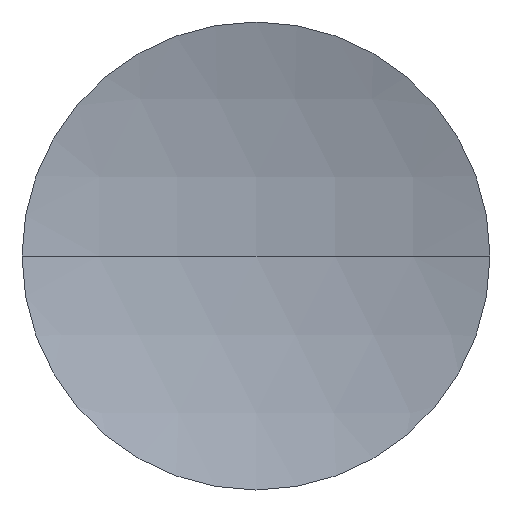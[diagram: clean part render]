
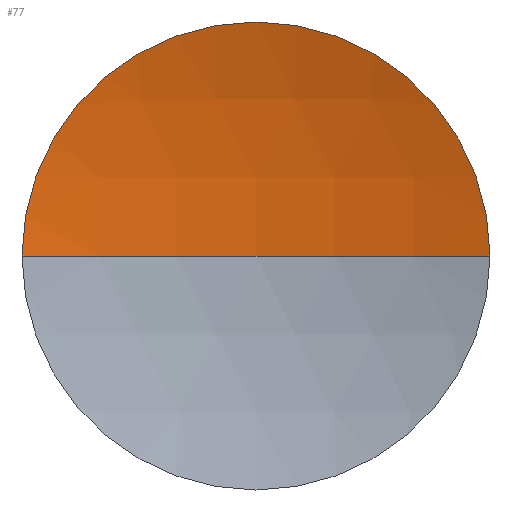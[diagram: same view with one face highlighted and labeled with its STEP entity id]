
A CAD part, left-side view. The second image highlights one B-rep face of the part: STEP entity #77.
In plain terms, the highlighted spherical face has radius 43.8 mm.
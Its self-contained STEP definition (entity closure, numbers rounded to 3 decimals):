
#6 = VERTEX_POINT ( 'NONE', #122 ) ;
#8 = DIRECTION ( 'NONE',  ( 0., 1., 0. ) ) ;
#9 = CARTESIAN_POINT ( 'NONE',  ( 50.79, 52.178, 0. ) ) ;
#22 = VERTEX_POINT ( 'NONE', #105 ) ;
#27 = CIRCLE ( 'NONE', #36, 12.7 ) ;
#29 = EDGE_CURVE ( 'NONE', #6, #82, #27, .T. ) ;
#35 = DIRECTION ( 'NONE',  ( 0., 0., -1. ) ) ;
#36 = AXIS2_PLACEMENT_3D ( 'NONE', #182, #69, #201 ) ;
#59 = EDGE_CURVE ( 'NONE', #22, #161, #173, .T. ) ;
#65 = CIRCLE ( 'NONE', #80, 12.7 ) ;
#67 = AXIS2_PLACEMENT_3D ( 'NONE', #9, #35, #109 ) ;
#69 = DIRECTION ( 'NONE',  ( -1., 0., 0. ) ) ;
#74 = ORIENTED_EDGE ( 'NONE', *, *, #29, .T. ) ;
#75 = CARTESIAN_POINT ( 'NONE',  ( 92.709, 52.178, 0. ) ) ;
#77 = ADVANCED_FACE ( 'NONE', ( #220 ), #228, .F. ) ;
#79 = CARTESIAN_POINT ( 'NONE',  ( 50.79, 52.178, 0. ) ) ;
#80 = AXIS2_PLACEMENT_3D ( 'NONE', #75, #94, #222 ) ;
#81 = CIRCLE ( 'NONE', #116, 43.8 ) ;
#82 = VERTEX_POINT ( 'NONE', #97 ) ;
#94 = DIRECTION ( 'NONE',  ( -1., 0., 0. ) ) ;
#97 = CARTESIAN_POINT ( 'NONE',  ( 92.709, 52.178, 12.7 ) ) ;
#105 = CARTESIAN_POINT ( 'NONE',  ( 94.59, 52.178, 0. ) ) ;
#109 = DIRECTION ( 'NONE',  ( 0., 1., 0. ) ) ;
#116 = AXIS2_PLACEMENT_3D ( 'NONE', #79, #118, #8 ) ;
#118 = DIRECTION ( 'NONE',  ( 0., 0., -1. ) ) ;
#121 = EDGE_CURVE ( 'NONE', #82, #161, #65, .T. ) ;
#122 = CARTESIAN_POINT ( 'NONE',  ( 92.709, 39.478, 0. ) ) ;
#125 = DIRECTION ( 'NONE',  ( 0., 0., 1. ) ) ;
#140 = ORIENTED_EDGE ( 'NONE', *, *, #59, .F. ) ;
#144 = CARTESIAN_POINT ( 'NONE',  ( 50.79, 52.178, 0. ) ) ;
#156 = ORIENTED_EDGE ( 'NONE', *, *, #121, .T. ) ;
#161 = VERTEX_POINT ( 'NONE', #219 ) ;
#163 = DIRECTION ( 'NONE',  ( 1., 0., 0. ) ) ;
#173 = CIRCLE ( 'NONE', #174, 43.8 ) ;
#174 = AXIS2_PLACEMENT_3D ( 'NONE', #144, #125, #163 ) ;
#178 = ORIENTED_EDGE ( 'NONE', *, *, #232, .T. ) ;
#182 = CARTESIAN_POINT ( 'NONE',  ( 92.709, 52.178, 0. ) ) ;
#201 = DIRECTION ( 'NONE',  ( 0., 0., 1. ) ) ;
#219 = CARTESIAN_POINT ( 'NONE',  ( 92.709, 64.878, 0. ) ) ;
#220 = FACE_OUTER_BOUND ( 'NONE', #229, .T. ) ;
#222 = DIRECTION ( 'NONE',  ( 0., 0., 1. ) ) ;
#228 = SPHERICAL_SURFACE ( 'NONE', #67, 43.8 ) ;
#229 = EDGE_LOOP ( 'NONE', ( #140, #178, #74, #156 ) ) ;
#232 = EDGE_CURVE ( 'NONE', #22, #6, #81, .T. ) ;
